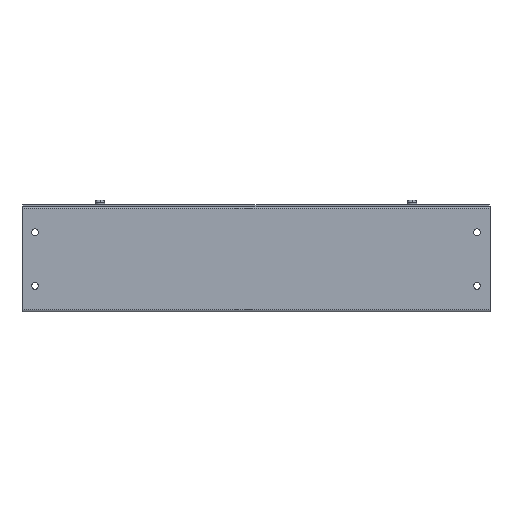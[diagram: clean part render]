
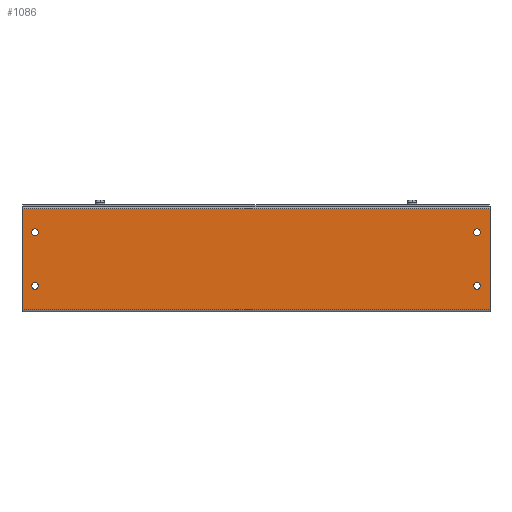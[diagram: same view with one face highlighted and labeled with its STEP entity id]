
A CAD part, left-side view. The second image highlights one B-rep face of the part: STEP entity #1086.
In plain terms, the highlighted planar face has unit normal (-1, 0, 0).
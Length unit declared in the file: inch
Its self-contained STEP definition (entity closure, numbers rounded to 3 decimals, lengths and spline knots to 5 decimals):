
#78 = FACE_BOUND ( 'NONE', #925, .T. ) ;
#134 = CARTESIAN_POINT ( 'NONE',  ( -2.057, 8.5, 1. ) ) ;
#178 = VECTOR ( 'NONE', #937, 39.37008 ) ;
#226 = VERTEX_POINT ( 'NONE', #235 ) ;
#235 = CARTESIAN_POINT ( 'NONE',  ( -2.057, -8.5, 0.867 ) ) ;
#367 = ORIENTED_EDGE ( 'NONE', *, *, #2181, .T. ) ;
#446 = CIRCLE ( 'NONE', #2004, 0.133 ) ;
#455 = CARTESIAN_POINT ( 'NONE',  ( -2.057, 8.5, 2.924 ) ) ;
#460 = DIRECTION ( 'NONE',  ( 0., 0., -1. ) ) ;
#465 = CARTESIAN_POINT ( 'NONE',  ( -2.057, 8.5, 0.867 ) ) ;
#488 = VERTEX_POINT ( 'NONE', #4195 ) ;
#625 = EDGE_LOOP ( 'NONE', ( #2422, #5780 ) ) ;
#643 = CARTESIAN_POINT ( 'NONE',  ( -2.057, -8.5, 1. ) ) ;
#674 = CIRCLE ( 'NONE', #1197, 0.133 ) ;
#691 = DIRECTION ( 'NONE',  ( 1., 0., 0. ) ) ;
#734 = CARTESIAN_POINT ( 'NONE',  ( -2.057, 8.5, 3.057 ) ) ;
#779 = AXIS2_PLACEMENT_3D ( 'NONE', #3470, #1033, #2428 ) ;
#817 = DIRECTION ( 'NONE',  ( 1., 0., 0. ) ) ;
#834 = ORIENTED_EDGE ( 'NONE', *, *, #1744, .F. ) ;
#885 = EDGE_CURVE ( 'NONE', #3534, #4028, #2061, .T. ) ;
#906 = DIRECTION ( 'NONE',  ( 0., 0., 1. ) ) ;
#925 = EDGE_LOOP ( 'NONE', ( #4493, #2701 ) ) ;
#926 = CARTESIAN_POINT ( 'NONE',  ( -2.057, -8.5, 1.133 ) ) ;
#937 = DIRECTION ( 'NONE',  ( 0., 1., 0. ) ) ;
#1033 = DIRECTION ( 'NONE',  ( -1., 0., 0. ) ) ;
#1086 = ADVANCED_FACE ( 'NONE', ( #3561, #5978, #4965, #78, #5547 ), #1576, .T. ) ;
#1089 = AXIS2_PLACEMENT_3D ( 'NONE', #3807, #817, #2767 ) ;
#1197 = AXIS2_PLACEMENT_3D ( 'NONE', #134, #691, #2124 ) ;
#1344 = VERTEX_POINT ( 'NONE', #926 ) ;
#1396 = EDGE_LOOP ( 'NONE', ( #2375, #834, #2336, #2790 ) ) ;
#1435 = DIRECTION ( 'NONE',  ( 1., 0., 0. ) ) ;
#1497 = ORIENTED_EDGE ( 'NONE', *, *, #6108, .T. ) ;
#1498 = VECTOR ( 'NONE', #460, 39.37008 ) ;
#1576 = PLANE ( 'NONE',  #779 ) ;
#1592 = VECTOR ( 'NONE', #5624, 39.37008 ) ;
#1620 = CIRCLE ( 'NONE', #5567, 0.133 ) ;
#1726 = ORIENTED_EDGE ( 'NONE', *, *, #3597, .T. ) ;
#1744 = EDGE_CURVE ( 'NONE', #5470, #6392, #5890, .T. ) ;
#1877 = CARTESIAN_POINT ( 'NONE',  ( -2.057, 9., 0.086 ) ) ;
#1881 = EDGE_CURVE ( 'NONE', #226, #1344, #446, .T. ) ;
#1925 = DIRECTION ( 'NONE',  ( 0., 0., 1. ) ) ;
#2004 = AXIS2_PLACEMENT_3D ( 'NONE', #3374, #5360, #906 ) ;
#2061 = CIRCLE ( 'NONE', #4859, 0.133 ) ;
#2069 = CARTESIAN_POINT ( 'NONE',  ( -2.057, 8.5, 3.19 ) ) ;
#2121 = CIRCLE ( 'NONE', #1089, 0.133 ) ;
#2124 = DIRECTION ( 'NONE',  ( 0., 0., 1. ) ) ;
#2158 = LINE ( 'NONE', #5635, #2541 ) ;
#2161 = DIRECTION ( 'NONE',  ( 1., 0., 0. ) ) ;
#2181 = EDGE_CURVE ( 'NONE', #4881, #2457, #3244, .T. ) ;
#2290 = DIRECTION ( 'NONE',  ( 0., 0., 1. ) ) ;
#2318 = CARTESIAN_POINT ( 'NONE',  ( -2.057, 8.5, 3.057 ) ) ;
#2336 = ORIENTED_EDGE ( 'NONE', *, *, #3687, .T. ) ;
#2375 = ORIENTED_EDGE ( 'NONE', *, *, #6238, .T. ) ;
#2422 = ORIENTED_EDGE ( 'NONE', *, *, #2558, .T. ) ;
#2428 = DIRECTION ( 'NONE',  ( 0., 0., 1. ) ) ;
#2430 = CARTESIAN_POINT ( 'NONE',  ( -2.057, -9., 0.086 ) ) ;
#2457 = VERTEX_POINT ( 'NONE', #3185 ) ;
#2541 = VECTOR ( 'NONE', #5273, 39.37008 ) ;
#2558 = EDGE_CURVE ( 'NONE', #4028, #3534, #1620, .T. ) ;
#2701 = ORIENTED_EDGE ( 'NONE', *, *, #5284, .T. ) ;
#2718 = DIRECTION ( 'NONE',  ( 1., 0., 0. ) ) ;
#2737 = CARTESIAN_POINT ( 'NONE',  ( -2.057, -9., 3.971 ) ) ;
#2767 = DIRECTION ( 'NONE',  ( 0., 0., 1. ) ) ;
#2778 = DIRECTION ( 'NONE',  ( 1., 0., 0. ) ) ;
#2790 = ORIENTED_EDGE ( 'NONE', *, *, #4276, .T. ) ;
#2895 = LINE ( 'NONE', #3911, #1498 ) ;
#3109 = VERTEX_POINT ( 'NONE', #2737 ) ;
#3153 = AXIS2_PLACEMENT_3D ( 'NONE', #643, #5527, #4550 ) ;
#3185 = CARTESIAN_POINT ( 'NONE',  ( -2.057, -8.5, 3.19 ) ) ;
#3217 = VERTEX_POINT ( 'NONE', #465 ) ;
#3244 = CIRCLE ( 'NONE', #4086, 0.133 ) ;
#3303 = CARTESIAN_POINT ( 'NONE',  ( -2.057, -9., 0.057 ) ) ;
#3374 = CARTESIAN_POINT ( 'NONE',  ( -2.057, -8.5, 1. ) ) ;
#3453 = CARTESIAN_POINT ( 'NONE',  ( -2.057, -8.5, 3.057 ) ) ;
#3469 = CIRCLE ( 'NONE', #3153, 0.133 ) ;
#3470 = CARTESIAN_POINT ( 'NONE',  ( -2.057, 9., 0.047 ) ) ;
#3471 = CARTESIAN_POINT ( 'NONE',  ( -2.057, -9., 0.086 ) ) ;
#3534 = VERTEX_POINT ( 'NONE', #455 ) ;
#3561 = FACE_OUTER_BOUND ( 'NONE', #1396, .T. ) ;
#3597 = EDGE_CURVE ( 'NONE', #1344, #226, #3469, .T. ) ;
#3667 = EDGE_LOOP ( 'NONE', ( #1497, #367 ) ) ;
#3687 = EDGE_CURVE ( 'NONE', #5470, #3109, #6146, .T. ) ;
#3807 = CARTESIAN_POINT ( 'NONE',  ( -2.057, -8.5, 3.057 ) ) ;
#3911 = CARTESIAN_POINT ( 'NONE',  ( -2.057, 9., 0.057 ) ) ;
#4028 = VERTEX_POINT ( 'NONE', #2069 ) ;
#4086 = AXIS2_PLACEMENT_3D ( 'NONE', #3453, #1435, #1925 ) ;
#4104 = CIRCLE ( 'NONE', #6077, 0.133 ) ;
#4195 = CARTESIAN_POINT ( 'NONE',  ( -2.057, 9., 3.971 ) ) ;
#4276 = EDGE_CURVE ( 'NONE', #3109, #488, #2158, .T. ) ;
#4493 = ORIENTED_EDGE ( 'NONE', *, *, #5945, .T. ) ;
#4550 = DIRECTION ( 'NONE',  ( 0., 0., 1. ) ) ;
#4859 = AXIS2_PLACEMENT_3D ( 'NONE', #734, #2718, #6207 ) ;
#4881 = VERTEX_POINT ( 'NONE', #5892 ) ;
#4965 = FACE_BOUND ( 'NONE', #3667, .T. ) ;
#5016 = DIRECTION ( 'NONE',  ( 0., 0., 1. ) ) ;
#5273 = DIRECTION ( 'NONE',  ( 0., 1., 0. ) ) ;
#5284 = EDGE_CURVE ( 'NONE', #3217, #6240, #674, .T. ) ;
#5360 = DIRECTION ( 'NONE',  ( 1., 0., 0. ) ) ;
#5470 = VERTEX_POINT ( 'NONE', #3471 ) ;
#5527 = DIRECTION ( 'NONE',  ( 1., 0., 0. ) ) ;
#5547 = FACE_BOUND ( 'NONE', #625, .T. ) ;
#5567 = AXIS2_PLACEMENT_3D ( 'NONE', #2318, #2778, #2290 ) ;
#5624 = DIRECTION ( 'NONE',  ( 0., 0., 1. ) ) ;
#5635 = CARTESIAN_POINT ( 'NONE',  ( -2.057, 9., 3.971 ) ) ;
#5671 = EDGE_LOOP ( 'NONE', ( #1726, #5910 ) ) ;
#5780 = ORIENTED_EDGE ( 'NONE', *, *, #885, .T. ) ;
#5890 = LINE ( 'NONE', #2430, #178 ) ;
#5892 = CARTESIAN_POINT ( 'NONE',  ( -2.057, -8.5, 2.924 ) ) ;
#5905 = CARTESIAN_POINT ( 'NONE',  ( -2.057, 8.5, 1.133 ) ) ;
#5910 = ORIENTED_EDGE ( 'NONE', *, *, #1881, .T. ) ;
#5945 = EDGE_CURVE ( 'NONE', #6240, #3217, #4104, .T. ) ;
#5978 = FACE_BOUND ( 'NONE', #5671, .T. ) ;
#6029 = CARTESIAN_POINT ( 'NONE',  ( -2.057, 8.5, 1. ) ) ;
#6077 = AXIS2_PLACEMENT_3D ( 'NONE', #6029, #2161, #5016 ) ;
#6108 = EDGE_CURVE ( 'NONE', #2457, #4881, #2121, .T. ) ;
#6146 = LINE ( 'NONE', #3303, #1592 ) ;
#6207 = DIRECTION ( 'NONE',  ( 0., 0., 1. ) ) ;
#6238 = EDGE_CURVE ( 'NONE', #488, #6392, #2895, .T. ) ;
#6240 = VERTEX_POINT ( 'NONE', #5905 ) ;
#6392 = VERTEX_POINT ( 'NONE', #1877 ) ;
